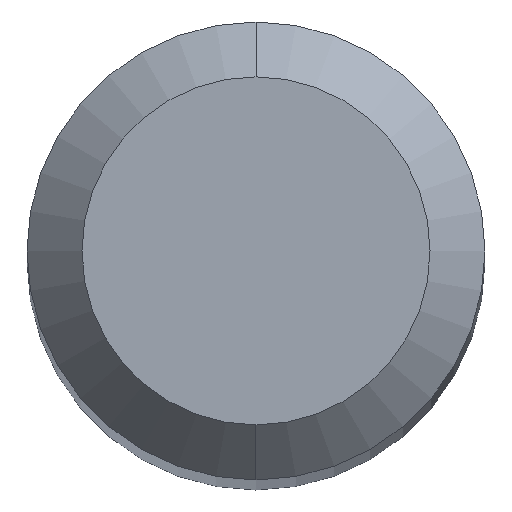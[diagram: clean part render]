
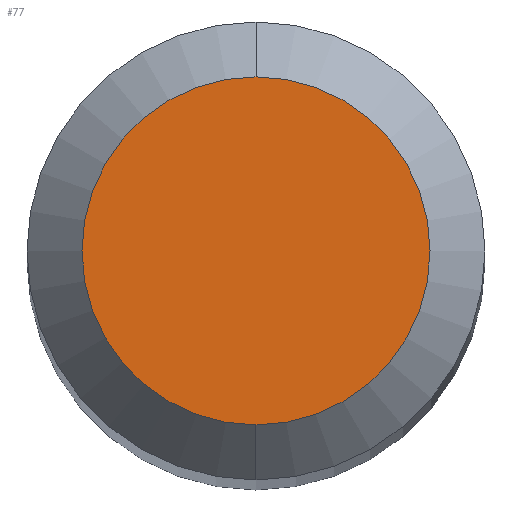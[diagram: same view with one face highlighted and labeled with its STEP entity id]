
A CAD part, top view. The second image highlights one B-rep face of the part: STEP entity #77.
In plain terms, the highlighted planar face has unit normal (0, 0, 1).
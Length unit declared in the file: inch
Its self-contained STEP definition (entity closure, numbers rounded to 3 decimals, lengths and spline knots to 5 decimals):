
#51 = CIRCLE ( 'NONE', #299, 0.0475 ) ;
#68 = AXIS2_PLACEMENT_3D ( 'NONE', #382, #97, #183 ) ;
#77 = ADVANCED_FACE ( 'NONE', ( #90 ), #216, .F. ) ;
#90 = FACE_OUTER_BOUND ( 'NONE', #106, .T. ) ;
#97 = DIRECTION ( 'NONE',  ( 0., 0., -1. ) ) ;
#99 = DIRECTION ( 'NONE',  ( 0., -1., 0. ) ) ;
#106 = EDGE_LOOP ( 'NONE', ( #194, #201 ) ) ;
#143 = DIRECTION ( 'NONE',  ( 0., 0., 1. ) ) ;
#183 = DIRECTION ( 'NONE',  ( 0., 1., 0. ) ) ;
#194 = ORIENTED_EDGE ( 'NONE', *, *, #225, .T. ) ;
#201 = ORIENTED_EDGE ( 'NONE', *, *, #221, .T. ) ;
#216 = PLANE ( 'NONE',  #68 ) ;
#221 = EDGE_CURVE ( 'NONE', #516, #396, #51, .T. ) ;
#225 = EDGE_CURVE ( 'NONE', #396, #516, #383, .T. ) ;
#228 = CARTESIAN_POINT ( 'NONE',  ( 0., 0.0475, 0. ) ) ;
#264 = CARTESIAN_POINT ( 'NONE',  ( 0., 0., 0. ) ) ;
#266 = DIRECTION ( 'NONE',  ( 0., -1., 0. ) ) ;
#299 = AXIS2_PLACEMENT_3D ( 'NONE', #492, #143, #99 ) ;
#305 = DIRECTION ( 'NONE',  ( 0., 0., 1. ) ) ;
#382 = CARTESIAN_POINT ( 'NONE',  ( 0., 0.0475, 0. ) ) ;
#383 = CIRCLE ( 'NONE', #473, 0.0475 ) ;
#396 = VERTEX_POINT ( 'NONE', #228 ) ;
#443 = CARTESIAN_POINT ( 'NONE',  ( 0., -0.0475, 0. ) ) ;
#473 = AXIS2_PLACEMENT_3D ( 'NONE', #264, #305, #266 ) ;
#492 = CARTESIAN_POINT ( 'NONE',  ( 0., 0., 0. ) ) ;
#516 = VERTEX_POINT ( 'NONE', #443 ) ;
